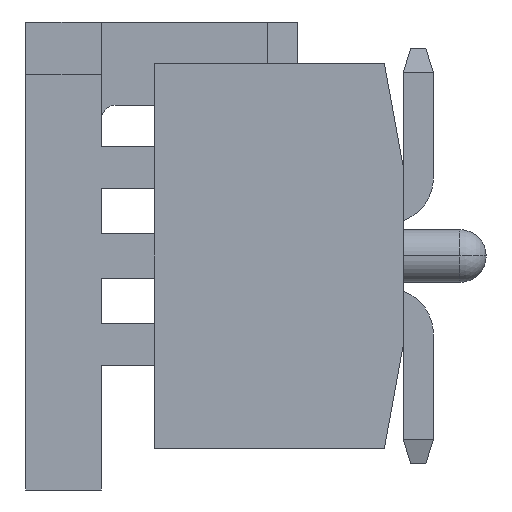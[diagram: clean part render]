
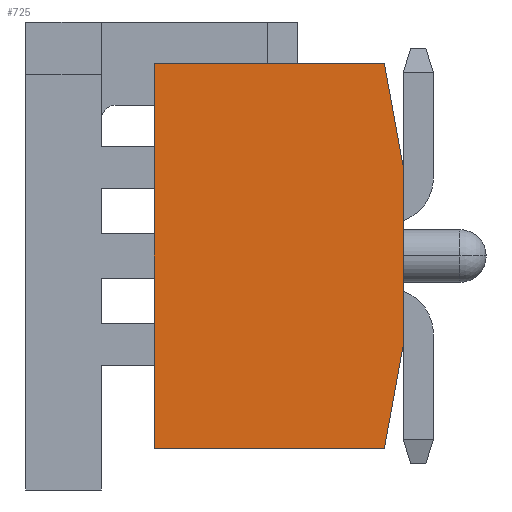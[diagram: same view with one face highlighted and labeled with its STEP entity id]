
A CAD part, left-side view. The second image highlights one B-rep face of the part: STEP entity #725.
In plain terms, the highlighted planar face has unit normal (-1, 0, 0).
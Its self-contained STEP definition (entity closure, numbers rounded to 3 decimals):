
#137=CARTESIAN_POINT('',(-8.825,-1.975,2.55));
#138=VERTEX_POINT('',#137);
#145=CARTESIAN_POINT('',(-8.825,-2.225,1.18));
#146=VERTEX_POINT('',#145);
#147=CARTESIAN_POINT('',(-8.825,-1.975,2.55));
#148=DIRECTION('',(0.,-0.18,-0.984));
#149=VECTOR('',#148,1.393);
#150=LINE('',#147,#149);
#151=EDGE_CURVE('',#138,#146,#150,.T.);
#561=CARTESIAN_POINT('',(-8.825,-2.225,-1.181));
#562=VERTEX_POINT('',#561);
#569=CARTESIAN_POINT('',(-8.825,-1.975,-2.551));
#570=VERTEX_POINT('',#569);
#571=CARTESIAN_POINT('',(-8.825,-2.225,-1.181));
#572=DIRECTION('',(0.,0.18,-0.984));
#573=VECTOR('',#572,1.393);
#574=LINE('',#571,#573);
#575=EDGE_CURVE('',#562,#570,#574,.T.);
#688=CARTESIAN_POINT('',(-8.825,-0.575,0.));
#689=DIRECTION('',(0.,0.,1.));
#690=DIRECTION('',(-1.,0.,0.));
#691=AXIS2_PLACEMENT_3D('',#688,#690,#689);
#692=PLANE('',#691);
#693=ORIENTED_EDGE('',*,*,#575,.F.);
#694=CARTESIAN_POINT('',(-8.825,-2.225,1.18));
#695=DIRECTION('',(0.,0.,-1.));
#696=VECTOR('',#695,2.36);
#697=LINE('',#694,#696);
#698=EDGE_CURVE('',#146,#562,#697,.T.);
#699=ORIENTED_EDGE('',*,*,#698,.F.);
#700=ORIENTED_EDGE('',*,*,#151,.F.);
#701=CARTESIAN_POINT('',(-8.825,1.075,2.55));
#702=VERTEX_POINT('',#701);
#703=CARTESIAN_POINT('',(-8.825,-1.975,2.55));
#704=DIRECTION('',(0.,1.,0.));
#705=VECTOR('',#704,3.05);
#706=LINE('',#703,#705);
#707=EDGE_CURVE('',#138,#702,#706,.T.);
#708=ORIENTED_EDGE('',*,*,#707,.T.);
#709=CARTESIAN_POINT('',(-8.825,1.075,-2.551));
#710=VERTEX_POINT('',#709);
#711=CARTESIAN_POINT('',(-8.825,1.075,2.55));
#712=DIRECTION('',(0.,0.,-1.));
#713=VECTOR('',#712,5.1);
#714=LINE('',#711,#713);
#715=EDGE_CURVE('',#702,#710,#714,.T.);
#716=ORIENTED_EDGE('',*,*,#715,.T.);
#717=CARTESIAN_POINT('',(-8.825,1.075,-2.551));
#718=DIRECTION('',(0.,-1.,0.));
#719=VECTOR('',#718,3.05);
#720=LINE('',#717,#719);
#721=EDGE_CURVE('',#710,#570,#720,.T.);
#722=ORIENTED_EDGE('',*,*,#721,.T.);
#723=EDGE_LOOP('',(#693,#699,#700,#708,#716,#722));
#724=FACE_OUTER_BOUND('',#723,.T.);
#725=ADVANCED_FACE('',(#724),#692,.T.);
